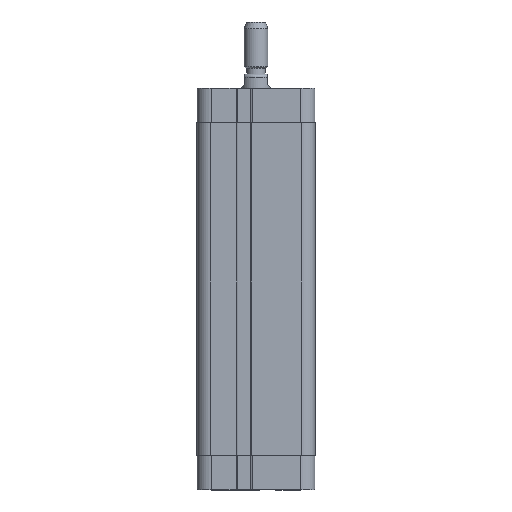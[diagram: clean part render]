
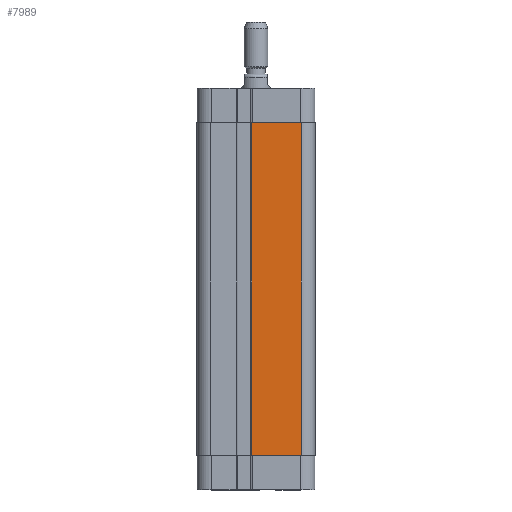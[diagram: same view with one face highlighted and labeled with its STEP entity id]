
A CAD part, top view. The second image highlights one B-rep face of the part: STEP entity #7989.
In plain terms, the highlighted planar face has unit normal (0, 0, 1).
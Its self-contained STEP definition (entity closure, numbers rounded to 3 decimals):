
#5694=CARTESIAN_POINT('',(19.05,-70.25,25.05));
#5695=VERTEX_POINT('',#5694);
#5703=CARTESIAN_POINT('',(-1.75,-70.25,25.05));
#5704=VERTEX_POINT('',#5703);
#5705=CARTESIAN_POINT('',(-1.75,-70.25,25.05));
#5706=DIRECTION('',(1.0,0.0,0.0));
#5707=VECTOR('',#5706,20.8);
#5708=LINE('',#5705,#5707);
#5709=EDGE_CURVE('',#5704,#5695,#5708,.T.);
#7471=CARTESIAN_POINT('',(-1.75,70.25,25.05));
#7472=VERTEX_POINT('',#7471);
#7480=CARTESIAN_POINT('',(19.05,70.25,25.05));
#7481=VERTEX_POINT('',#7480);
#7482=CARTESIAN_POINT('',(19.05,70.25,25.05));
#7483=DIRECTION('',(-1.0,0.0,0.0));
#7484=VECTOR('',#7483,20.8);
#7485=LINE('',#7482,#7484);
#7486=EDGE_CURVE('',#7481,#7472,#7485,.T.);
#7957=CARTESIAN_POINT('',(19.05,-70.25,25.05));
#7958=DIRECTION('',(0.0,1.0,0.0));
#7959=VECTOR('',#7958,140.5);
#7960=LINE('',#7957,#7959);
#7961=EDGE_CURVE('',#5695,#7481,#7960,.T.);
#7973=CARTESIAN_POINT('',(19.05,0.0,25.05));
#7974=DIRECTION('',(0.0,0.0,1.0));
#7975=DIRECTION('',(1.0,0.0,0.0));
#7976=AXIS2_PLACEMENT_3D('',#7973,#7974,#7975);
#7977=PLANE('',#7976);
#7978=ORIENTED_EDGE('',*,*,#7486,.T.);
#7979=CARTESIAN_POINT('',(-1.75,-70.25,25.05));
#7980=DIRECTION('',(0.0,1.0,0.0));
#7981=VECTOR('',#7980,140.5);
#7982=LINE('',#7979,#7981);
#7983=EDGE_CURVE('',#5704,#7472,#7982,.T.);
#7984=ORIENTED_EDGE('',*,*,#7983,.F.);
#7985=ORIENTED_EDGE('',*,*,#5709,.T.);
#7986=ORIENTED_EDGE('',*,*,#7961,.T.);
#7987=EDGE_LOOP('',(#7978,#7984,#7985,#7986));
#7988=FACE_OUTER_BOUND('',#7987,.T.);
#7989=ADVANCED_FACE('',(#7988),#7977,.T.);
